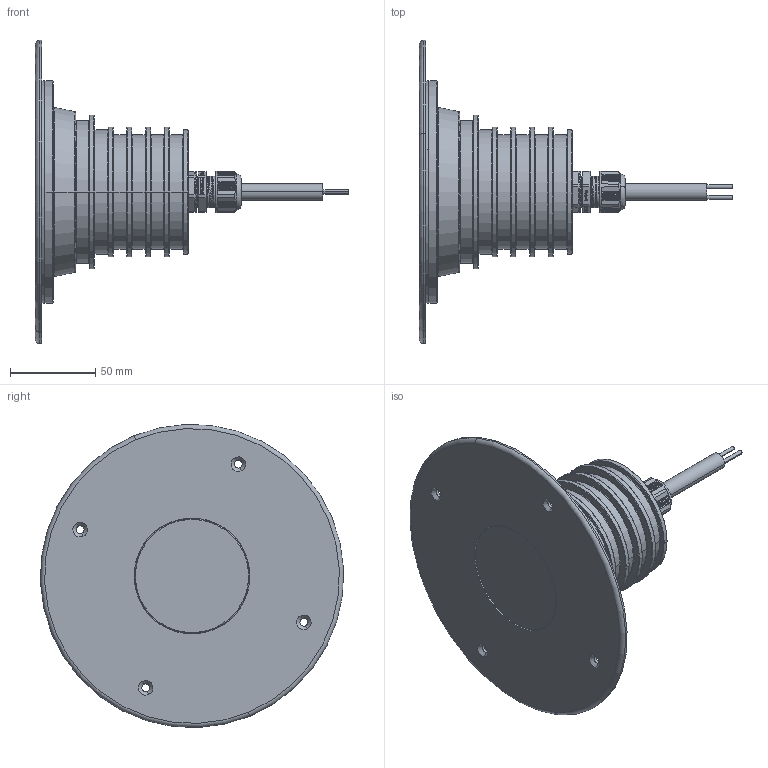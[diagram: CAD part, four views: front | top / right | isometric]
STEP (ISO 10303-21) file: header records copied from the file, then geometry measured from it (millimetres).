
FILE_DESCRIPTION (( 'STEP AP203' ), '1' );
FILE_NAME ('POOL MEDIUM.STEP', '2023-04-11T08:33:25', ( '' ), ( '' ), 'SwSTEP 2.0', 'SolidWorks 2017', '' );
FILE_SCHEMA (( 'CONFIG_CONTROL_DESIGN' ));
Products named in the file (1): POOL MEDIUM
Bounding box: 183.66 x 177.83 x 177.83 mm (x, y, z)
Surface area: 195260.8 mm2 (no closed solid volume)
Topology: 0 solids, 26 shells, 1888 faces, 4733 edges, 2975 vertices
Faces by surface type: plane 929, bspline 459, cylinder 266, cone 200, torus 34
Full cylindrical faces by diameter (mm): 16.6 x2
Entity records: 71749 total; most frequent: CARTESIAN_POINT 30921, ORIENTED_EDGE 9397, DIRECTION 7000, EDGE_CURVE 4706, VERTEX_POINT 2972, VECTOR 2464, LINE 2464, AXIS2_PLACEMENT_3D 2268
